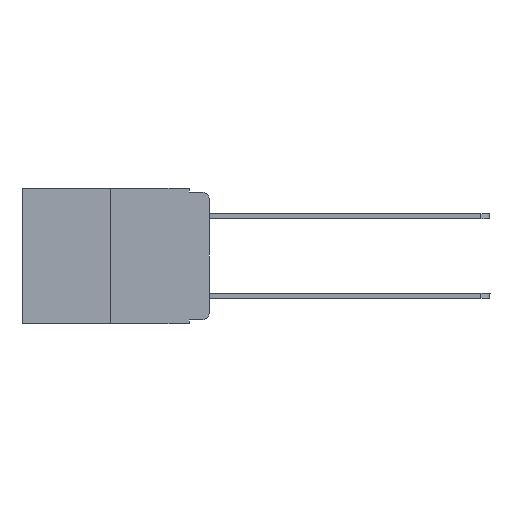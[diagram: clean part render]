
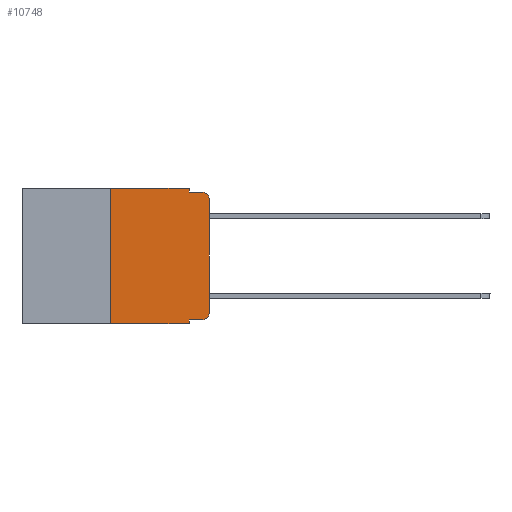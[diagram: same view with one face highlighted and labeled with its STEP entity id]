
A CAD part, left-side view. The second image highlights one B-rep face of the part: STEP entity #10748.
In plain terms, the highlighted planar face has unit normal (-1, 0, 0).
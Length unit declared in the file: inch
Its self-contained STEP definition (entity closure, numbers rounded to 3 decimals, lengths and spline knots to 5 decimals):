
#230 = ORIENTED_EDGE ( 'NONE', *, *, #10252, .F. ) ;
#313 = CARTESIAN_POINT ( 'NONE',  ( 0., 0.473, 0. ) ) ;
#495 = ORIENTED_EDGE ( 'NONE', *, *, #8786, .F. ) ;
#580 = CARTESIAN_POINT ( 'NONE',  ( 0., 0.25, -0.343 ) ) ;
#859 = CARTESIAN_POINT ( 'NONE',  ( 0., 0., -0.03 ) ) ;
#971 = EDGE_CURVE ( 'NONE', #12378, #2560, #10996, .T. ) ;
#996 = DIRECTION ( 'NONE',  ( 0., -1., 0. ) ) ;
#1122 = EDGE_CURVE ( 'NONE', #7832, #1231, #1379, .T. ) ;
#1190 = ORIENTED_EDGE ( 'NONE', *, *, #971, .T. ) ;
#1202 = VECTOR ( 'NONE', #6129, 39.37008 ) ;
#1231 = VERTEX_POINT ( 'NONE', #859 ) ;
#1379 = LINE ( 'NONE', #3301, #5730 ) ;
#1551 = VECTOR ( 'NONE', #3698, 39.37008 ) ;
#1657 = LINE ( 'NONE', #313, #1202 ) ;
#1786 = CARTESIAN_POINT ( 'NONE',  ( 0., 0.25, 0. ) ) ;
#2204 = VERTEX_POINT ( 'NONE', #2881 ) ;
#2298 = EDGE_CURVE ( 'NONE', #2204, #10621, #1657, .T. ) ;
#2324 = VERTEX_POINT ( 'NONE', #3168 ) ;
#2560 = VERTEX_POINT ( 'NONE', #7903 ) ;
#2637 = CARTESIAN_POINT ( 'NONE',  ( 0., 0.02, -0.333 ) ) ;
#2867 = CIRCLE ( 'NONE', #4007, 0.02 ) ;
#2881 = CARTESIAN_POINT ( 'NONE',  ( 0., 0.25, 0. ) ) ;
#3168 = CARTESIAN_POINT ( 'NONE',  ( 0., 0.051, -0.01 ) ) ;
#3301 = CARTESIAN_POINT ( 'NONE',  ( 0., 0., 0. ) ) ;
#3630 = DIRECTION ( 'NONE',  ( 0., 0., -1. ) ) ;
#3698 = DIRECTION ( 'NONE',  ( 0., 0., 1. ) ) ;
#3880 = DIRECTION ( 'NONE',  ( 0., -1., 0. ) ) ;
#3889 = CARTESIAN_POINT ( 'NONE',  ( 0., 0.02, -0.01 ) ) ;
#3951 = LINE ( 'NONE', #12084, #7744 ) ;
#3985 = EDGE_CURVE ( 'NONE', #5244, #5914, #11125, .T. ) ;
#4007 = AXIS2_PLACEMENT_3D ( 'NONE', #9484, #8348, #3630 ) ;
#4189 = DIRECTION ( 'NONE',  ( 0., 0., -1. ) ) ;
#4316 = ORIENTED_EDGE ( 'NONE', *, *, #3985, .T. ) ;
#4797 = EDGE_CURVE ( 'NONE', #1231, #10865, #8692, .T. ) ;
#4949 = CARTESIAN_POINT ( 'NONE',  ( 0., 0.473, -0.343 ) ) ;
#5065 = LINE ( 'NONE', #11517, #9147 ) ;
#5084 = CARTESIAN_POINT ( 'NONE',  ( 0., 0.02, -0.03 ) ) ;
#5244 = VERTEX_POINT ( 'NONE', #11432 ) ;
#5254 = EDGE_CURVE ( 'NONE', #2324, #10865, #5065, .T. ) ;
#5326 = LINE ( 'NONE', #11277, #5947 ) ;
#5678 = CARTESIAN_POINT ( 'NONE',  ( 0., 0.473, 0. ) ) ;
#5730 = VECTOR ( 'NONE', #11145, 39.37008 ) ;
#5774 = ORIENTED_EDGE ( 'NONE', *, *, #7187, .F. ) ;
#5785 = DIRECTION ( 'NONE',  ( 0., -1., 0. ) ) ;
#5787 = AXIS2_PLACEMENT_3D ( 'NONE', #5678, #6660, #11397 ) ;
#5914 = VERTEX_POINT ( 'NONE', #2637 ) ;
#5947 = VECTOR ( 'NONE', #7417, 39.37008 ) ;
#6040 = ORIENTED_EDGE ( 'NONE', *, *, #1122, .T. ) ;
#6129 = DIRECTION ( 'NONE',  ( 0., -1., 0. ) ) ;
#6421 = ORIENTED_EDGE ( 'NONE', *, *, #2298, .F. ) ;
#6660 = DIRECTION ( 'NONE',  ( 1., 0., 0. ) ) ;
#6843 = FACE_OUTER_BOUND ( 'NONE', #9485, .T. ) ;
#7187 = EDGE_CURVE ( 'NONE', #10621, #2324, #3951, .T. ) ;
#7378 = ORIENTED_EDGE ( 'NONE', *, *, #11283, .T. ) ;
#7417 = DIRECTION ( 'NONE',  ( 0., 0., -1. ) ) ;
#7733 = AXIS2_PLACEMENT_3D ( 'NONE', #5084, #10908, #4189 ) ;
#7744 = VECTOR ( 'NONE', #11169, 39.37008 ) ;
#7832 = VERTEX_POINT ( 'NONE', #7895 ) ;
#7895 = CARTESIAN_POINT ( 'NONE',  ( 0., 0., -0.313 ) ) ;
#7903 = CARTESIAN_POINT ( 'NONE',  ( 0., 0.051, -0.343 ) ) ;
#7914 = ORIENTED_EDGE ( 'NONE', *, *, #4797, .T. ) ;
#8329 = CARTESIAN_POINT ( 'NONE',  ( 0., 0.051, 0. ) ) ;
#8348 = DIRECTION ( 'NONE',  ( -1., 0., 0. ) ) ;
#8619 = ORIENTED_EDGE ( 'NONE', *, *, #5254, .F. ) ;
#8692 = CIRCLE ( 'NONE', #7733, 0.02 ) ;
#8786 = EDGE_CURVE ( 'NONE', #12378, #2204, #9639, .T. ) ;
#9004 = VECTOR ( 'NONE', #5785, 39.37008 ) ;
#9037 = VECTOR ( 'NONE', #996, 39.37008 ) ;
#9147 = VECTOR ( 'NONE', #3880, 39.37008 ) ;
#9484 = CARTESIAN_POINT ( 'NONE',  ( 0., 0.02, -0.313 ) ) ;
#9485 = EDGE_LOOP ( 'NONE', ( #6040, #7914, #8619, #5774, #6421, #495, #1190, #230, #4316, #7378 ) ) ;
#9639 = LINE ( 'NONE', #1786, #1551 ) ;
#10252 = EDGE_CURVE ( 'NONE', #5244, #2560, #5326, .T. ) ;
#10621 = VERTEX_POINT ( 'NONE', #8329 ) ;
#10748 = ADVANCED_FACE ( 'NONE', ( #6843 ), #12403, .F. ) ;
#10865 = VERTEX_POINT ( 'NONE', #3889 ) ;
#10908 = DIRECTION ( 'NONE',  ( -1., 0., 0. ) ) ;
#10996 = LINE ( 'NONE', #4949, #9037 ) ;
#11125 = LINE ( 'NONE', #11546, #9004 ) ;
#11145 = DIRECTION ( 'NONE',  ( 0., 0., 1. ) ) ;
#11169 = DIRECTION ( 'NONE',  ( 0., 0., -1. ) ) ;
#11277 = CARTESIAN_POINT ( 'NONE',  ( 0., 0.051, 0. ) ) ;
#11283 = EDGE_CURVE ( 'NONE', #5914, #7832, #2867, .T. ) ;
#11397 = DIRECTION ( 'NONE',  ( 0., 0., -1. ) ) ;
#11432 = CARTESIAN_POINT ( 'NONE',  ( 0., 0.051, -0.333 ) ) ;
#11517 = CARTESIAN_POINT ( 'NONE',  ( 0., 0.051, -0.01 ) ) ;
#11546 = CARTESIAN_POINT ( 'NONE',  ( 0., 0.051, -0.333 ) ) ;
#12084 = CARTESIAN_POINT ( 'NONE',  ( 0., 0.051, 0. ) ) ;
#12378 = VERTEX_POINT ( 'NONE', #580 ) ;
#12403 = PLANE ( 'NONE',  #5787 ) ;
